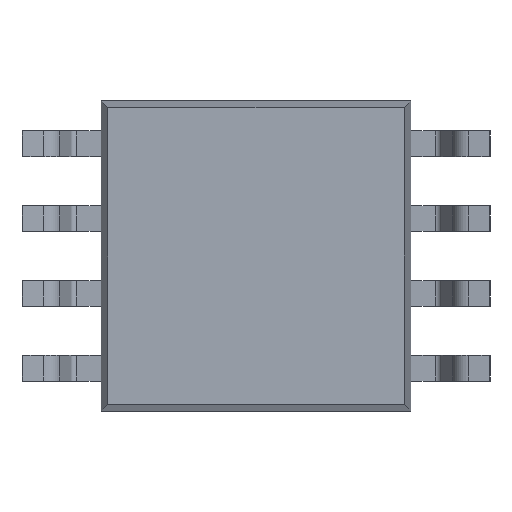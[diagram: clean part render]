
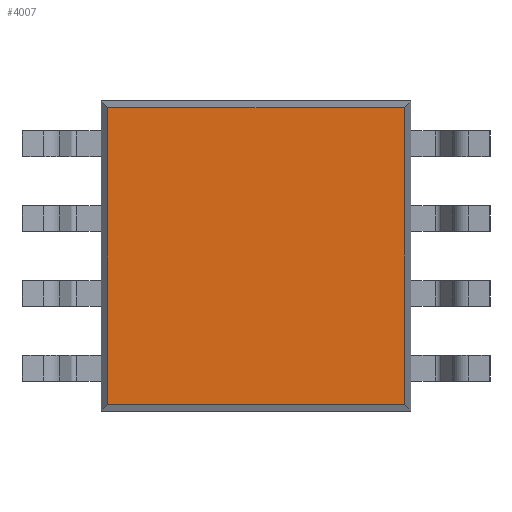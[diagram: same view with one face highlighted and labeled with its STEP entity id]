
A CAD part, front view. The second image highlights one B-rep face of the part: STEP entity #4007.
In plain terms, the highlighted planar face has unit normal (0, -1, 0).
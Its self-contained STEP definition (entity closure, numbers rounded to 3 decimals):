
#23 = PLANE ( 'NONE',  #675 ) ;
#40 = CARTESIAN_POINT ( 'NONE',  ( -2.625, 0.25, -2.519 ) ) ;
#78 = CARTESIAN_POINT ( 'NONE',  ( 2.514, 0.25, -2.63 ) ) ;
#321 = VECTOR ( 'NONE', #2249, 1000. ) ;
#675 = AXIS2_PLACEMENT_3D ( 'NONE', #1952, #2861, #3835 ) ;
#876 = LINE ( 'NONE', #1691, #2443 ) ;
#1034 = DIRECTION ( 'NONE',  ( -1., 0., 0. ) ) ;
#1134 = ORIENTED_EDGE ( 'NONE', *, *, #1157, .T. ) ;
#1157 = EDGE_CURVE ( 'NONE', #1268, #2030, #2413, .T. ) ;
#1227 = ORIENTED_EDGE ( 'NONE', *, *, #3333, .T. ) ;
#1253 = DIRECTION ( 'NONE',  ( 0., 0., -1. ) ) ;
#1268 = VERTEX_POINT ( 'NONE', #2351 ) ;
#1572 = VECTOR ( 'NONE', #1944, 1000. ) ;
#1691 = CARTESIAN_POINT ( 'NONE',  ( 2.625, 0.25, 2.519 ) ) ;
#1843 = CARTESIAN_POINT ( 'NONE',  ( 2.514, 0.25, 2.519 ) ) ;
#1944 = DIRECTION ( 'NONE',  ( 0., 0., 1. ) ) ;
#1952 = CARTESIAN_POINT ( 'NONE',  ( 0., 0.25, 0. ) ) ;
#2010 = CARTESIAN_POINT ( 'NONE',  ( -2.514, 0.25, -2.519 ) ) ;
#2030 = VERTEX_POINT ( 'NONE', #1843 ) ;
#2064 = CARTESIAN_POINT ( 'NONE',  ( -2.514, 0.25, 2.519 ) ) ;
#2100 = LINE ( 'NONE', #40, #321 ) ;
#2249 = DIRECTION ( 'NONE',  ( 1., 0., 0. ) ) ;
#2345 = VECTOR ( 'NONE', #1253, 1000. ) ;
#2351 = CARTESIAN_POINT ( 'NONE',  ( 2.514, 0.25, -2.519 ) ) ;
#2413 = LINE ( 'NONE', #78, #1572 ) ;
#2443 = VECTOR ( 'NONE', #1034, 1000. ) ;
#2513 = VERTEX_POINT ( 'NONE', #2010 ) ;
#2555 = VERTEX_POINT ( 'NONE', #2064 ) ;
#2752 = ORIENTED_EDGE ( 'NONE', *, *, #3562, .T. ) ;
#2793 = CARTESIAN_POINT ( 'NONE',  ( -2.514, 0.25, 2.63 ) ) ;
#2861 = DIRECTION ( 'NONE',  ( 0., -1., 0. ) ) ;
#2935 = FACE_OUTER_BOUND ( 'NONE', #3024, .T. ) ;
#3024 = EDGE_LOOP ( 'NONE', ( #1227, #3312, #1134, #2752 ) ) ;
#3312 = ORIENTED_EDGE ( 'NONE', *, *, #3448, .T. ) ;
#3333 = EDGE_CURVE ( 'NONE', #2555, #2513, #4011, .T. ) ;
#3448 = EDGE_CURVE ( 'NONE', #2513, #1268, #2100, .T. ) ;
#3562 = EDGE_CURVE ( 'NONE', #2030, #2555, #876, .T. ) ;
#3835 = DIRECTION ( 'NONE',  ( 0., 0., -1. ) ) ;
#4007 = ADVANCED_FACE ( 'NONE', ( #2935 ), #23, .T. ) ;
#4011 = LINE ( 'NONE', #2793, #2345 ) ;
